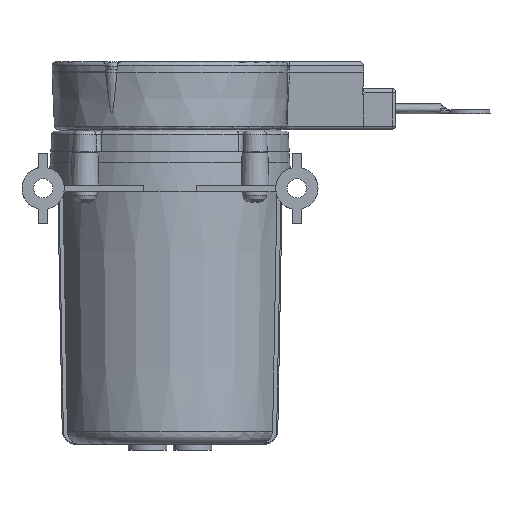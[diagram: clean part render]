
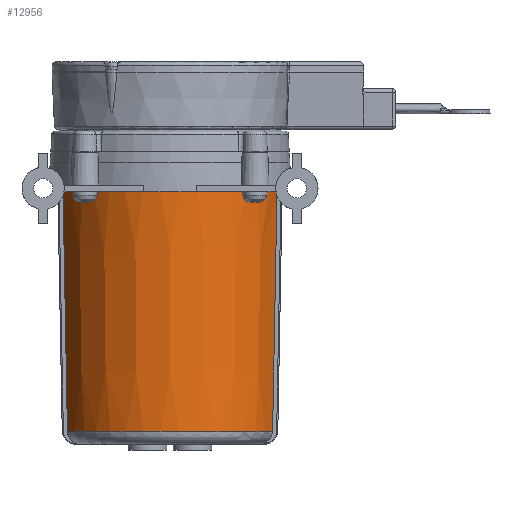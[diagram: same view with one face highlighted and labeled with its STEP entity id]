
A CAD part, front view. The second image highlights one B-rep face of the part: STEP entity #12956.
In plain terms, the highlighted conical face has half-angle 1 degrees and reference radius 25.4 mm.
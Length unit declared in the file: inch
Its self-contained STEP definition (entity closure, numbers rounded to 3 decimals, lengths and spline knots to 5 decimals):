
#399=CARTESIAN_POINT('',(0.94008,-0.326,0.0));
#400=VERTEX_POINT('',#399);
#407=CARTESIAN_POINT('',(0.94812,-0.3,-0.03122));
#408=VERTEX_POINT('',#407);
#409=CARTESIAN_POINT('',(0.94812,-0.3,-0.03122));
#410=CARTESIAN_POINT('',(0.94743,-0.3023,-0.02925));
#411=CARTESIAN_POINT('',(0.94675,-0.30456,-0.0272));
#412=CARTESIAN_POINT('',(0.94387,-0.31394,-0.01802));
#413=CARTESIAN_POINT('',(0.94167,-0.3209,-0.00949));
#414=CARTESIAN_POINT('',(0.94008,-0.326,0.));
#415=B_SPLINE_CURVE_WITH_KNOTS('',3,(#409,#410,#411,#412,#413,#414),.UNSPECIFIED.,.F.,.U.,(4,2,4),(0.78883,0.81279,0.89122),.UNSPECIFIED.);
#416=EDGE_CURVE('',#408,#400,#415,.T.);
#944=CARTESIAN_POINT('',(-0.94812,-0.3,-0.03122));
#945=VERTEX_POINT('',#944);
#953=CARTESIAN_POINT('',(-0.94008,-0.326,0.0));
#954=VERTEX_POINT('',#953);
#955=CARTESIAN_POINT('',(-0.94008,-0.326,0.));
#956=CARTESIAN_POINT('',(-0.94167,-0.3209,-0.00949));
#957=CARTESIAN_POINT('',(-0.94387,-0.31394,-0.01802));
#958=CARTESIAN_POINT('',(-0.94675,-0.30456,-0.0272));
#959=CARTESIAN_POINT('',(-0.94743,-0.3023,-0.02925));
#960=CARTESIAN_POINT('',(-0.94812,-0.3,-0.03122));
#961=B_SPLINE_CURVE_WITH_KNOTS('',3,(#955,#956,#957,#958,#959,#960),.UNSPECIFIED.,.F.,.U.,(4,2,4),(1.06931,1.14774,1.1717),.UNSPECIFIED.);
#962=EDGE_CURVE('',#954,#945,#961,.T.);
#9959=CARTESIAN_POINT('',(0.0,0.0,0.0));
#9960=DIRECTION('',(0.0,0.0,-1.0));
#9961=DIRECTION('',(-1.0,0.0,0.0));
#9962=AXIS2_PLACEMENT_3D('',#9959,#9960,#9961);
#9963=CIRCLE('',#9962,0.995);
#9964=EDGE_CURVE('',#400,#954,#9963,.T.);
#12151=CARTESIAN_POINT('',(-0.90977,-0.3,-2.12209));
#12152=VERTEX_POINT('',#12151);
#12164=CARTESIAN_POINT('',(-0.94812,-0.3,-0.03122));
#12165=CARTESIAN_POINT('',(-0.9351,-0.3,-0.74271));
#12166=CARTESIAN_POINT('',(-0.92232,-0.3,-1.4394));
#12167=CARTESIAN_POINT('',(-0.90977,-0.3,-2.12209));
#12168=B_SPLINE_CURVE_WITH_KNOTS('',3,(#12164,#12165,#12166,#12167),.UNSPECIFIED.,.F.,.U.,(4,4),(0.0776,5.38468),.UNSPECIFIED.);
#12169=EDGE_CURVE('',#945,#12152,#12168,.T.);
#12910=CARTESIAN_POINT('',(0.90977,-0.3,-2.12209));
#12911=VERTEX_POINT('',#12910);
#12923=CARTESIAN_POINT('',(0.,0.0,-2.12209));
#12924=DIRECTION('',(0.0,0.0,-1.0));
#12925=DIRECTION('',(-0.094,-0.996,0.0));
#12926=AXIS2_PLACEMENT_3D('',#12923,#12924,#12925);
#12927=CIRCLE('',#12926,0.95796);
#12928=EDGE_CURVE('',#12911,#12152,#12927,.T.);
#12937=CARTESIAN_POINT('',(0.0,0.0,0.28645));
#12938=DIRECTION('',(0.0,0.0,1.0));
#12939=DIRECTION('',(-1.0,0.0,0.0));
#12940=AXIS2_PLACEMENT_3D('',#12937,#12938,#12939);
#12941=CONICAL_SURFACE('',#12940,1.0,1.0);
#12942=ORIENTED_EDGE('',*,*,#12928,.F.);
#12943=CARTESIAN_POINT('',(0.90977,-0.3,-2.12209));
#12944=CARTESIAN_POINT('',(0.92232,-0.3,-1.4394));
#12945=CARTESIAN_POINT('',(0.9351,-0.3,-0.74271));
#12946=CARTESIAN_POINT('',(0.94812,-0.3,-0.03122));
#12947=B_SPLINE_CURVE_WITH_KNOTS('',3,(#12943,#12944,#12945,#12946),.UNSPECIFIED.,.F.,.U.,(4,4),(0.30588,5.61295),.UNSPECIFIED.);
#12948=EDGE_CURVE('',#12911,#408,#12947,.T.);
#12949=ORIENTED_EDGE('',*,*,#12948,.T.);
#12950=ORIENTED_EDGE('',*,*,#416,.T.);
#12951=ORIENTED_EDGE('',*,*,#9964,.T.);
#12952=ORIENTED_EDGE('',*,*,#962,.T.);
#12953=ORIENTED_EDGE('',*,*,#12169,.T.);
#12954=EDGE_LOOP('',(#12942,#12949,#12950,#12951,#12952,#12953));
#12955=FACE_OUTER_BOUND('',#12954,.T.);
#12956=ADVANCED_FACE('',(#12955),#12941,.T.);
